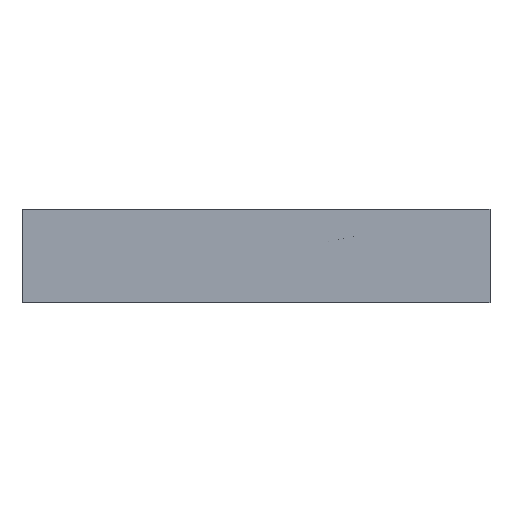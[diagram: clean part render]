
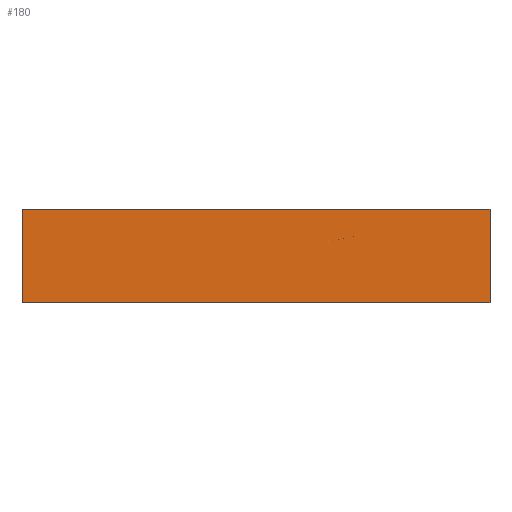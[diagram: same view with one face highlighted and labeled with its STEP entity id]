
A CAD part, front view. The second image highlights one B-rep face of the part: STEP entity #180.
In plain terms, the highlighted planar face has unit normal (0, -1, 0).
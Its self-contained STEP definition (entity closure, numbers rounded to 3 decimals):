
#3 = VERTEX_POINT ( 'NONE', #17 ) ;
#14 = DIRECTION ( 'NONE',  ( 1., 0., 0. ) ) ;
#17 = CARTESIAN_POINT ( 'NONE',  ( 0., 0., 4. ) ) ;
#19 = DIRECTION ( 'NONE',  ( 0., 0., 1. ) ) ;
#21 = EDGE_CURVE ( 'NONE', #324, #115, #94, .T. ) ;
#22 = AXIS2_PLACEMENT_3D ( 'NONE', #343, #282, #19 ) ;
#25 = CARTESIAN_POINT ( 'NONE',  ( 20., 0., 4. ) ) ;
#26 = ORIENTED_EDGE ( 'NONE', *, *, #293, .T. ) ;
#44 = EDGE_CURVE ( 'NONE', #3, #61, #251, .T. ) ;
#61 = VERTEX_POINT ( 'NONE', #176 ) ;
#94 = LINE ( 'NONE', #307, #345 ) ;
#100 = VECTOR ( 'NONE', #14, 1000. ) ;
#115 = VERTEX_POINT ( 'NONE', #197 ) ;
#117 = EDGE_LOOP ( 'NONE', ( #26, #187, #216, #239 ) ) ;
#122 = CARTESIAN_POINT ( 'NONE',  ( 0., 0., 4. ) ) ;
#132 = LINE ( 'NONE', #213, #162 ) ;
#134 = EDGE_CURVE ( 'NONE', #3, #324, #279, .T. ) ;
#162 = VECTOR ( 'NONE', #241, 1000. ) ;
#176 = CARTESIAN_POINT ( 'NONE',  ( 0., 0., 0. ) ) ;
#180 = ADVANCED_FACE ( 'NONE', ( #181 ), #257, .F. ) ;
#181 = FACE_OUTER_BOUND ( 'NONE', #117, .T. ) ;
#187 = ORIENTED_EDGE ( 'NONE', *, *, #21, .F. ) ;
#197 = CARTESIAN_POINT ( 'NONE',  ( 20., 0., 0. ) ) ;
#213 = CARTESIAN_POINT ( 'NONE',  ( 0., 0., 0. ) ) ;
#216 = ORIENTED_EDGE ( 'NONE', *, *, #134, .F. ) ;
#239 = ORIENTED_EDGE ( 'NONE', *, *, #44, .T. ) ;
#241 = DIRECTION ( 'NONE',  ( 1., 0., 0. ) ) ;
#249 = DIRECTION ( 'NONE',  ( 0., 0., -1. ) ) ;
#251 = LINE ( 'NONE', #255, #288 ) ;
#255 = CARTESIAN_POINT ( 'NONE',  ( 0., 0., 4. ) ) ;
#257 = PLANE ( 'NONE',  #22 ) ;
#279 = LINE ( 'NONE', #122, #100 ) ;
#282 = DIRECTION ( 'NONE',  ( 0., 1., 0. ) ) ;
#288 = VECTOR ( 'NONE', #249, 1000. ) ;
#293 = EDGE_CURVE ( 'NONE', #61, #115, #132, .T. ) ;
#307 = CARTESIAN_POINT ( 'NONE',  ( 20., 0., 4. ) ) ;
#310 = DIRECTION ( 'NONE',  ( 0., 0., -1. ) ) ;
#324 = VERTEX_POINT ( 'NONE', #25 ) ;
#343 = CARTESIAN_POINT ( 'NONE',  ( 0., 0., 4. ) ) ;
#345 = VECTOR ( 'NONE', #310, 1000. ) ;
